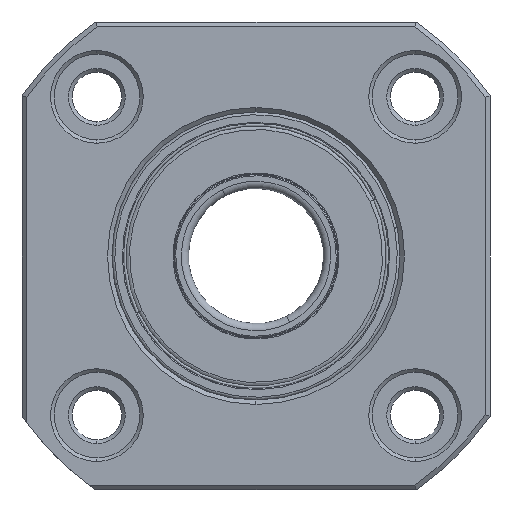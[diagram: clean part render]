
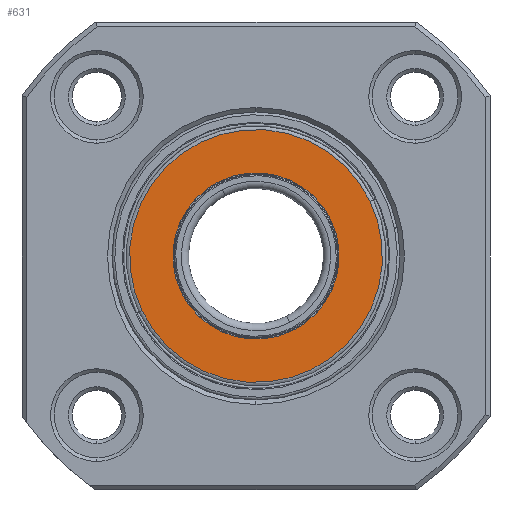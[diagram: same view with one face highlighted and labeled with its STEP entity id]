
A CAD part, left-side view. The second image highlights one B-rep face of the part: STEP entity #631.
In plain terms, the highlighted face is planar.
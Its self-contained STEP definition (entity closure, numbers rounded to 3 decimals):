
#64 = AXIS2_PLACEMENT_3D ( 'NONE', #6779, #6780, #6781 ) ;
#111 = AXIS2_PLACEMENT_3D ( 'NONE', #6776, #6777, #6778 ) ;
#494 = EDGE_CURVE ( 'NONE', #2871, #2874, #3645, .T. ) ;
#502 = EDGE_CURVE ( 'NONE', #2864, #2850, #3651, .T. ) ;
#631 = ADVANCED_FACE ( 'NONE', ( #8130, #8125 ), #4452, .F. ) ;
#1181 = EDGE_CURVE ( 'NONE', #2850, #2864, #3928, .T. ) ;
#1182 = EDGE_CURVE ( 'NONE', #2874, #2871, #3929, .T. ) ;
#1699 = EDGE_LOOP ( 'NONE', ( #2479, #2476 ) ) ;
#1711 = EDGE_LOOP ( 'NONE', ( #2492, #2486 ) ) ;
#2476 = ORIENTED_EDGE ( 'NONE', *, *, #1182, .F. ) ;
#2479 = ORIENTED_EDGE ( 'NONE', *, *, #494, .F. ) ;
#2486 = ORIENTED_EDGE ( 'NONE', *, *, #502, .T. ) ;
#2492 = ORIENTED_EDGE ( 'NONE', *, *, #1181, .T. ) ;
#2850 = VERTEX_POINT ( 'NONE', #7237 ) ;
#2864 = VERTEX_POINT ( 'NONE', #7251 ) ;
#2871 = VERTEX_POINT ( 'NONE', #7258 ) ;
#2874 = VERTEX_POINT ( 'NONE', #7261 ) ;
#3310 = CARTESIAN_POINT ( 'NONE',  ( 0.5, 0., 0. ) ) ;
#3311 = DIRECTION ( 'NONE',  ( -1., 0., 0. ) ) ;
#3312 = DIRECTION ( 'NONE',  ( 0., 0., 1. ) ) ;
#3334 = CARTESIAN_POINT ( 'NONE',  ( 0.5, 0., 0. ) ) ;
#3335 = DIRECTION ( 'NONE',  ( -1., 0., 0. ) ) ;
#3336 = DIRECTION ( 'NONE',  ( 0., 0., 1. ) ) ;
#3645 = CIRCLE ( 'NONE', #7948, 14.052 ) ;
#3651 = CIRCLE ( 'NONE', #7939, 9.235 ) ;
#3928 = CIRCLE ( 'NONE', #111, 9.235 ) ;
#3929 = CIRCLE ( 'NONE', #64, 14.052 ) ;
#4452 = PLANE ( 'NONE',  #8123 ) ;
#4453 = CARTESIAN_POINT ( 'NONE',  ( 0.5, 9.235, 0. ) ) ;
#4454 = DIRECTION ( 'NONE',  ( -1., 0., 0. ) ) ;
#4455 = DIRECTION ( 'NONE',  ( 0., 0., 1. ) ) ;
#6776 = CARTESIAN_POINT ( 'NONE',  ( 0.5, 0., 0. ) ) ;
#6777 = DIRECTION ( 'NONE',  ( -1., 0., 0. ) ) ;
#6778 = DIRECTION ( 'NONE',  ( 0., 0., 1. ) ) ;
#6779 = CARTESIAN_POINT ( 'NONE',  ( 0.5, 0., 0. ) ) ;
#6780 = DIRECTION ( 'NONE',  ( -1., 0., 0. ) ) ;
#6781 = DIRECTION ( 'NONE',  ( 0., 0., 1. ) ) ;
#7237 = CARTESIAN_POINT ( 'NONE',  ( 0.5, 0., 9.235 ) ) ;
#7251 = CARTESIAN_POINT ( 'NONE',  ( 0.5, 0., -9.235 ) ) ;
#7258 = CARTESIAN_POINT ( 'NONE',  ( 0.5, 0., 14.052 ) ) ;
#7261 = CARTESIAN_POINT ( 'NONE',  ( 0.5, 0., -14.052 ) ) ;
#7939 = AXIS2_PLACEMENT_3D ( 'NONE', #3334, #3335, #3336 ) ;
#7948 = AXIS2_PLACEMENT_3D ( 'NONE', #3310, #3311, #3312 ) ;
#8123 = AXIS2_PLACEMENT_3D ( 'NONE', #4453, #4454, #4455 ) ;
#8125 = FACE_BOUND ( 'NONE', #1711, .T. ) ;
#8130 = FACE_OUTER_BOUND ( 'NONE', #1699, .T. ) ;
